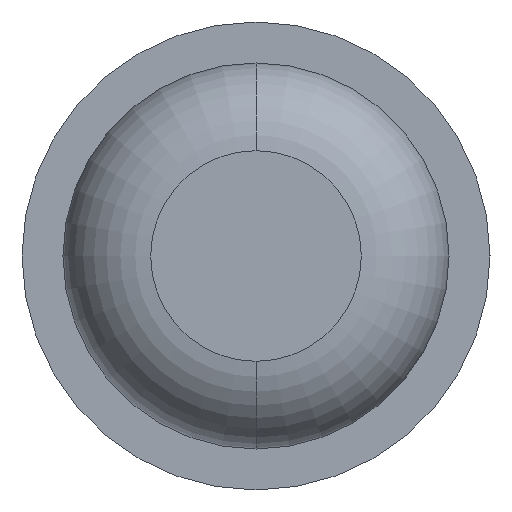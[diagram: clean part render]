
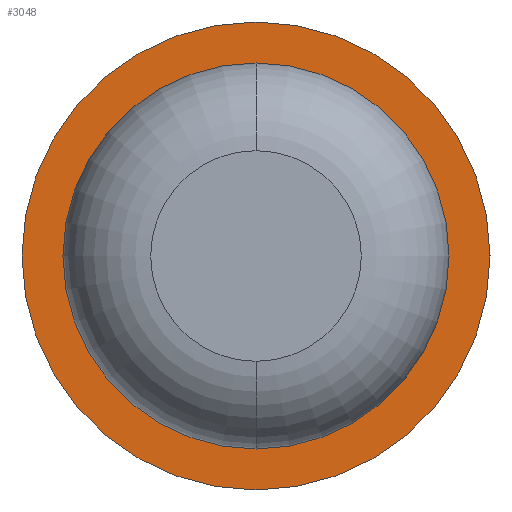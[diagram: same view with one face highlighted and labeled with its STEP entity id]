
A CAD part, front view. The second image highlights one B-rep face of the part: STEP entity #3048.
In plain terms, the highlighted planar face has unit normal (0, -1, 0).
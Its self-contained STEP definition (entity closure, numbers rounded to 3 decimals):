
#31 = CARTESIAN_POINT ( 'NONE',  ( 0., -3., 0. ) ) ;
#76 = CARTESIAN_POINT ( 'NONE',  ( -1., -3., 0. ) ) ;
#108 = VERTEX_POINT ( 'NONE', #1525 ) ;
#173 = CIRCLE ( 'NONE', #3072, 0.825 ) ;
#207 = VERTEX_POINT ( 'NONE', #2746 ) ;
#253 = CARTESIAN_POINT ( 'NONE',  ( 0., -3., 0.825 ) ) ;
#282 = CIRCLE ( 'NONE', #1884, 1. ) ;
#315 = PLANE ( 'NONE',  #1569 ) ;
#322 = DIRECTION ( 'NONE',  ( 0., 0., -1. ) ) ;
#374 = DIRECTION ( 'NONE',  ( 0., 1., 0. ) ) ;
#419 = VERTEX_POINT ( 'NONE', #840 ) ;
#570 = DIRECTION ( 'NONE',  ( 0., 0., -1. ) ) ;
#687 = VERTEX_POINT ( 'NONE', #253 ) ;
#768 = ORIENTED_EDGE ( 'NONE', *, *, #1200, .F. ) ;
#840 = CARTESIAN_POINT ( 'NONE',  ( 0., -3., -1. ) ) ;
#957 = DIRECTION ( 'NONE',  ( 0., -1., 0. ) ) ;
#1200 = EDGE_CURVE ( 'Defeature ausgef�hrt1_1+Defeature ausgef�hrt1_4+Defeature ausgef�hrt1_4+Defeature ausgef�hrt1_4', #108, #687, #173, .T. ) ;
#1210 = EDGE_LOOP ( 'NONE', ( #1863, #2865 ) ) ;
#1280 = EDGE_LOOP ( 'NONE', ( #1378, #768 ) ) ;
#1378 = ORIENTED_EDGE ( 'NONE', *, *, #2181, .F. ) ;
#1525 = CARTESIAN_POINT ( 'NONE',  ( 0., -3., -0.825 ) ) ;
#1569 = AXIS2_PLACEMENT_3D ( 'NONE', #76, #1973, #570 ) ;
#1656 = CARTESIAN_POINT ( 'NONE',  ( 0., -3., 0. ) ) ;
#1730 = DIRECTION ( 'NONE',  ( 0., -1., 0. ) ) ;
#1753 = FACE_BOUND ( 'NONE', #1280, .T. ) ;
#1863 = ORIENTED_EDGE ( 'NONE', *, *, #2281, .F. ) ;
#1884 = AXIS2_PLACEMENT_3D ( 'NONE', #1656, #2390, #2378 ) ;
#1973 = DIRECTION ( 'NONE',  ( 0., -1., 0. ) ) ;
#1996 = AXIS2_PLACEMENT_3D ( 'NONE', #2479, #374, #2279 ) ;
#2076 = CIRCLE ( 'NONE', #2799, 0.825 ) ;
#2181 = EDGE_CURVE ( 'Defeature ausgef�hrt1_1+Defeature ausgef�hrt1_4+Defeature ausgef�hrt1_4+Defeature ausgef�hrt1_4', #687, #108, #2076, .T. ) ;
#2279 = DIRECTION ( 'NONE',  ( 0., 0., 1. ) ) ;
#2281 = EDGE_CURVE ( 'Defeature ausgef�hrt1_5+Defeature ausgef�hrt1_4+Defeature ausgef�hrt1_4+Defeature ausgef�hrt1_4', #207, #419, #2939, .T. ) ;
#2378 = DIRECTION ( 'NONE',  ( 0., 0., 1. ) ) ;
#2390 = DIRECTION ( 'NONE',  ( 0., 1., 0. ) ) ;
#2402 = FACE_OUTER_BOUND ( 'NONE', #1210, .T. ) ;
#2479 = CARTESIAN_POINT ( 'NONE',  ( 0., -3., 0. ) ) ;
#2601 = EDGE_CURVE ( 'Defeature ausgef�hrt1_5+Defeature ausgef�hrt1_4+Defeature ausgef�hrt1_4+Defeature ausgef�hrt1_4', #419, #207, #282, .T. ) ;
#2746 = CARTESIAN_POINT ( 'NONE',  ( 0., -3., 1. ) ) ;
#2799 = AXIS2_PLACEMENT_3D ( 'NONE', #2899, #1730, #322 ) ;
#2865 = ORIENTED_EDGE ( 'NONE', *, *, #2601, .F. ) ;
#2899 = CARTESIAN_POINT ( 'NONE',  ( 0., -3., 0. ) ) ;
#2915 = DIRECTION ( 'NONE',  ( 0., 0., -1. ) ) ;
#2939 = CIRCLE ( 'NONE', #1996, 1. ) ;
#3048 = ADVANCED_FACE ( 'Defeature ausgef�hrt1_4', ( #1753, #2402 ), #315, .T. ) ;
#3072 = AXIS2_PLACEMENT_3D ( 'NONE', #31, #957, #2915 ) ;
